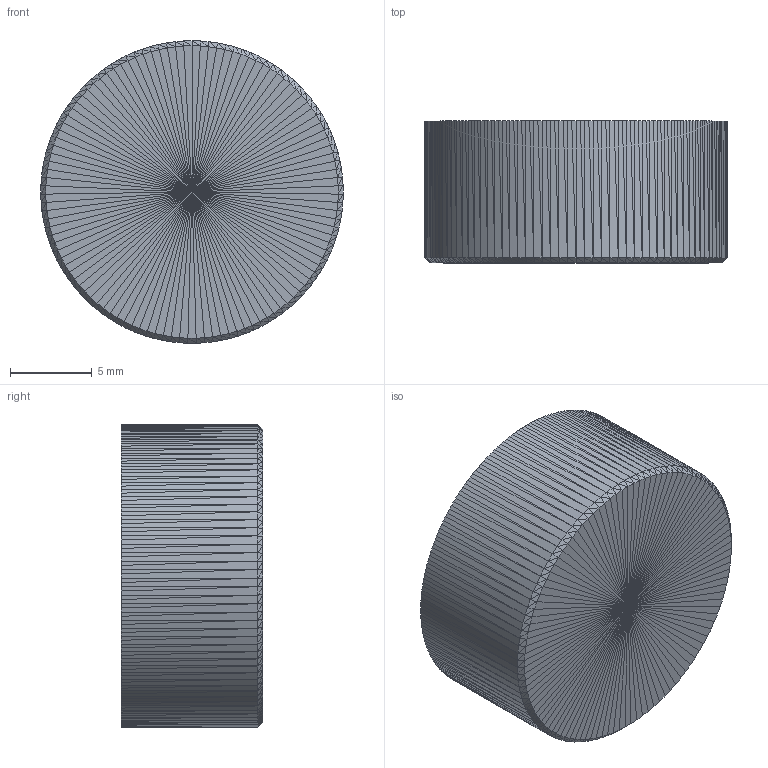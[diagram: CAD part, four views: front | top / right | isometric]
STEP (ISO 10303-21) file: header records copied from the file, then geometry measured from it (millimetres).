
FILE_DESCRIPTION(/* description */ (''),/* implementation_level */ '2;1');
FILE_NAME(/* name */ 'BigButton.step',/* time_stamp */ '2026-02-19T15:42:08+01:00',/* author */ (''),/* organization */ (''),/* preprocessor_version */ 'ST-DEVELOPER v20.1',/* originating_system */ 'Autodesk Translation Framework v14.24.0.0',/* authorisation */ '');
FILE_SCHEMA (('AUTOMOTIVE_DESIGN { 1 0 10303 214 3 1 1 }'));
Length unit declared in the file: millimetre
Products named in the file (1): BMO Assistant
Bounding box: 18.48 x 8.66 x 18.47 mm (x, y, z)
Volume: 2285.5 mm3; surface area: 1062.8 mm2
Topology: 1 solids, 1 shells, 558 faces, 1002 edges, 447 vertices
Faces by surface type: plane 557, cylinder 1
Full cylindrical faces by diameter (mm): 3.7 x1
Entity records: 12413 total; most frequent: DIRECTION 2122, CARTESIAN_POINT 2008, ORIENTED_EDGE 2004, EDGE_CURVE 1002, LINE 1000, VECTOR 1000, AXIS2_PLACEMENT_3D 561, EDGE_LOOP 559
